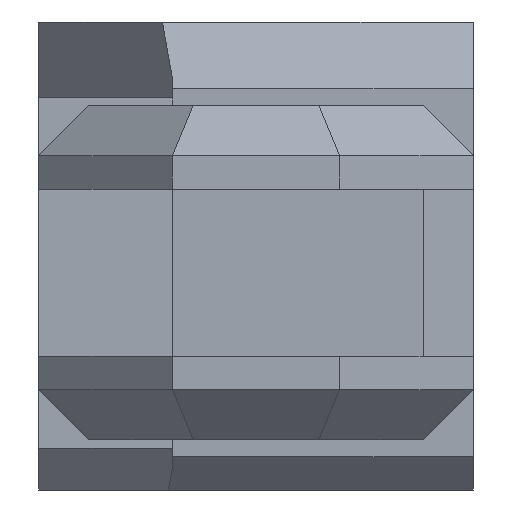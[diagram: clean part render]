
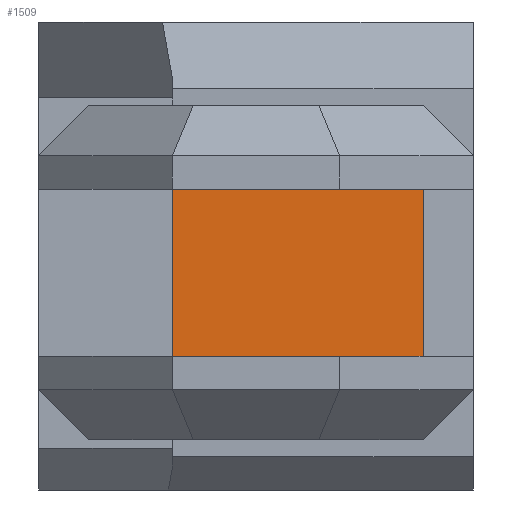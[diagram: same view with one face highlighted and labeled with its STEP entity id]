
A CAD part, front view. The second image highlights one B-rep face of the part: STEP entity #1509.
In plain terms, the highlighted planar face has unit normal (0, -1, 0).
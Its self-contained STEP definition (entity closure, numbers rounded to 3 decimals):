
#120=FACE_OUTER_BOUND('',#216,.T.);
#216=EDGE_LOOP('',(#1252,#1253,#1254,#1255));
#336=LINE('',#2261,#523);
#396=LINE('',#2378,#583);
#404=LINE('',#2394,#591);
#405=LINE('',#2398,#592);
#523=VECTOR('',#1830,10.);
#583=VECTOR('',#1924,10.);
#591=VECTOR('',#1938,10.);
#592=VECTOR('',#1943,10.);
#699=VERTEX_POINT('',#2258);
#700=VERTEX_POINT('',#2260);
#740=VERTEX_POINT('',#2377);
#745=VERTEX_POINT('',#2392);
#863=EDGE_CURVE('',#699,#700,#336,.T.);
#923=EDGE_CURVE('',#740,#700,#396,.T.);
#932=EDGE_CURVE('',#745,#699,#404,.T.);
#934=EDGE_CURVE('',#745,#740,#405,.T.);
#1252=ORIENTED_EDGE('',*,*,#863,.F.);
#1253=ORIENTED_EDGE('',*,*,#932,.F.);
#1254=ORIENTED_EDGE('',*,*,#934,.T.);
#1255=ORIENTED_EDGE('',*,*,#923,.T.);
#1444=PLANE('',#1616);
#1509=ADVANCED_FACE('',(#120),#1444,.T.);
#1616=AXIS2_PLACEMENT_3D('',#2399,#1944,#1945);
#1830=DIRECTION('',(0.,0.,1.));
#1924=DIRECTION('',(-1.,0.,0.));
#1938=DIRECTION('',(-1.,0.,0.));
#1943=DIRECTION('',(0.,0.,1.));
#1944=DIRECTION('center_axis',(0.,-1.,0.));
#1945=DIRECTION('ref_axis',(0.,0.,1.));
#2258=CARTESIAN_POINT('',(-5.,21.,5.));
#2260=CARTESIAN_POINT('',(-5.,21.,15.));
#2261=CARTESIAN_POINT('',(-5.,21.,5.));
#2377=CARTESIAN_POINT('',(10.,21.,15.));
#2378=CARTESIAN_POINT('',(13.,21.,15.));
#2392=CARTESIAN_POINT('',(10.,21.,5.));
#2394=CARTESIAN_POINT('',(13.,21.,5.));
#2398=CARTESIAN_POINT('',(10.,21.,2.5));
#2399=CARTESIAN_POINT('Origin',(13.,21.,5.));
